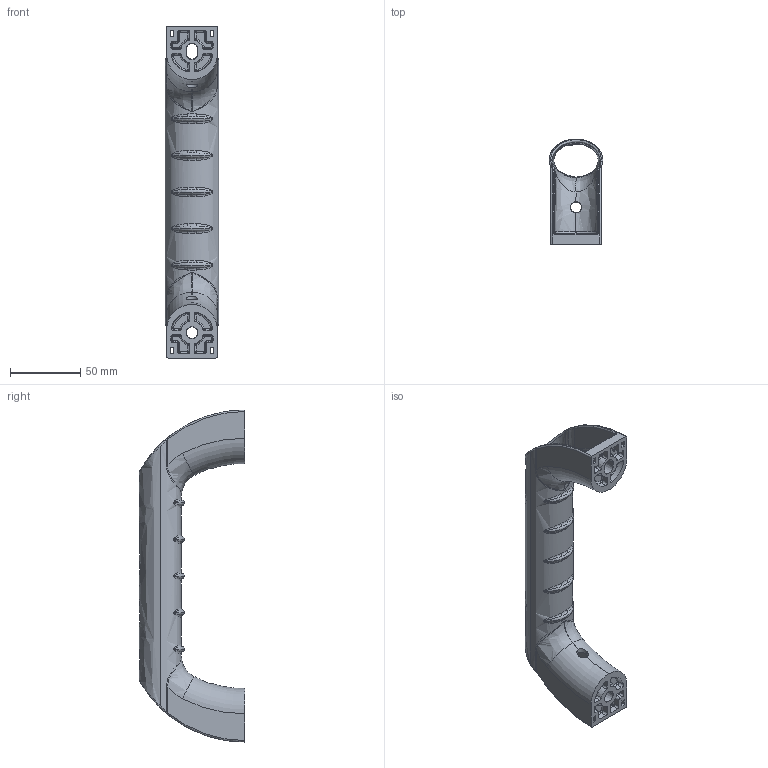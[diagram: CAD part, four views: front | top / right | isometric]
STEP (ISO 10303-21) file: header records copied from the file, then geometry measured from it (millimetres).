
FILE_DESCRIPTION (( 'STEP AP203' ), '1' );
FILE_NAME ('151151.step', '2021-06-03T16:26:08', ( '' ), ( '' ), 'SwSTEP 2.0', 'SolidWorks 2021', '' );
FILE_SCHEMA (( 'CONFIG_CONTROL_DESIGN' ));
Length unit declared in the file: millimetre
Products named in the file (1): 151151
Bounding box: 38 x 75 x 236 mm (x, y, z)
Volume: 80508.4 mm3; surface area: 56771.4 mm2
Topology: 1 solids, 1 shells, 346 faces, 873 edges, 530 vertices
Faces by surface type: bspline 146, plane 70, cylinder 60, torus 42, cone 28
Entity records: 21506 total; most frequent: CARTESIAN_POINT 14281, ORIENTED_EDGE 1738, DIRECTION 1192, EDGE_CURVE 869, VERTEX_POINT 530, AXIS2_PLACEMENT_3D 482, EDGE_LOOP 369, ADVANCED_FACE 346
